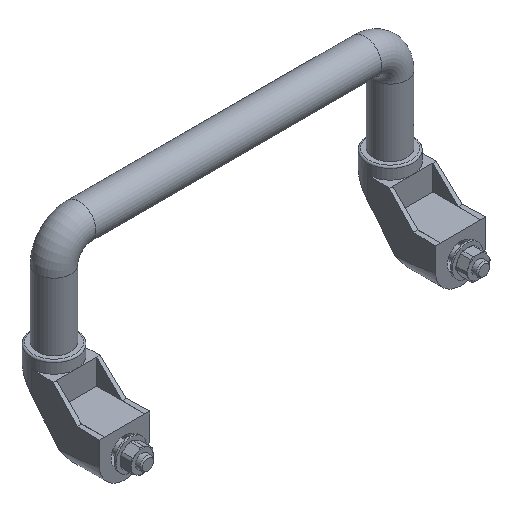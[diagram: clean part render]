
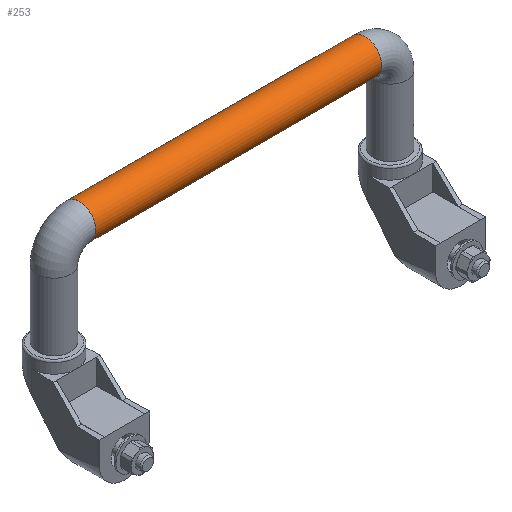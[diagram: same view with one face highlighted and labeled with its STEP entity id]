
A CAD part, isometric view. The second image highlights one B-rep face of the part: STEP entity #253.
In plain terms, the highlighted cylindrical face has radius 10 mm (diameter 20 mm), a full revolution.
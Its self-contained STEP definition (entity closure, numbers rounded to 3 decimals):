
#253 = ADVANCED_FACE( '', ( #633, #634 ), #635, .T. );
#633 = FACE_OUTER_BOUND( '', #1174, .T. );
#634 = FACE_OUTER_BOUND( '', #1175, .T. );
#635 = CYLINDRICAL_SURFACE( '', #1176, 10. );
#1174 = EDGE_LOOP( '', ( #1899 ) );
#1175 = EDGE_LOOP( '', ( #1900 ) );
#1176 = AXIS2_PLACEMENT_3D( '', #1901, #1902, #1903 );
#1899 = ORIENTED_EDGE( '', *, *, #3118, .F. );
#1900 = ORIENTED_EDGE( '', *, *, #3119, .T. );
#1901 = CARTESIAN_POINT( '', ( 185., 42., 90. ) );
#1902 = DIRECTION( '', ( 1., 0., 0. ) );
#1903 = DIRECTION( '', ( 0., 0., 1. ) );
#3118 = EDGE_CURVE( '', #3757, #3757, #3758, .T. );
#3119 = EDGE_CURVE( '', #3759, #3759, #3760, .T. );
#3757 = VERTEX_POINT( '', #4647 );
#3758 = CIRCLE( '', #4648, 10. );
#3759 = VERTEX_POINT( '', #4649 );
#3760 = CIRCLE( '', #4650, 10. );
#4647 = CARTESIAN_POINT( '', ( 185., 52., 90. ) );
#4648 = AXIS2_PLACEMENT_3D( '', #5446, #5447, #5448 );
#4649 = CARTESIAN_POINT( '', ( 15., 52., 90. ) );
#4650 = AXIS2_PLACEMENT_3D( '', #5449, #5450, #5451 );
#5446 = CARTESIAN_POINT( '', ( 185., 42., 90. ) );
#5447 = DIRECTION( '', ( 1., 0., 0. ) );
#5448 = DIRECTION( '', ( 0., 1., 0. ) );
#5449 = CARTESIAN_POINT( '', ( 15., 42., 90. ) );
#5450 = DIRECTION( '', ( 1., 0., 0. ) );
#5451 = DIRECTION( '', ( 0., 1., 0. ) );
